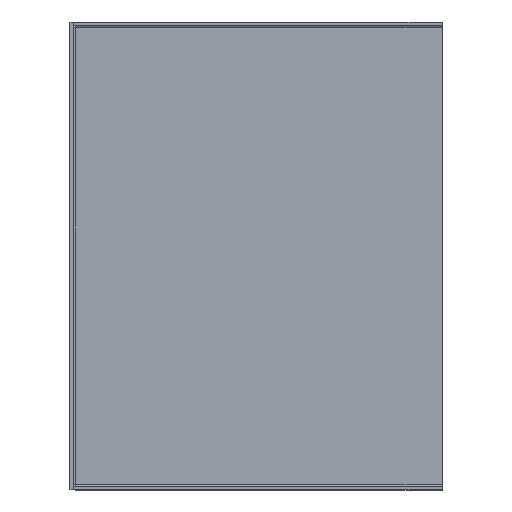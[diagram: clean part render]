
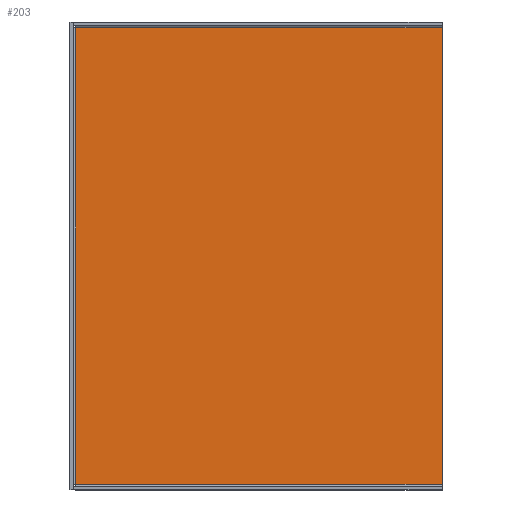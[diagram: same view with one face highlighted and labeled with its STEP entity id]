
A CAD part, top view. The second image highlights one B-rep face of the part: STEP entity #203.
In plain terms, the highlighted planar face has unit normal (0, 0, 1).
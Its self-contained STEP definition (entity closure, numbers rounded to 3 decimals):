
#10 = ORIENTED_EDGE ( 'NONE', *, *, #226, .F. ) ;
#25 = CARTESIAN_POINT ( 'NONE',  ( -44.4, 56.2, 0.8 ) ) ;
#111 = VERTEX_POINT ( 'NONE', #523 ) ;
#116 = LINE ( 'NONE', #385, #745 ) ;
#118 = ORIENTED_EDGE ( 'NONE', *, *, #1005, .T. ) ;
#125 = DIRECTION ( 'NONE',  ( 0., 0., 1. ) ) ;
#155 = LINE ( 'NONE', #832, #946 ) ;
#176 = VERTEX_POINT ( 'NONE', #301 ) ;
#191 = EDGE_CURVE ( 'NONE', #111, #176, #155, .T. ) ;
#203 = ADVANCED_FACE ( 'NONE', ( #347 ), #576, .T. ) ;
#215 = DIRECTION ( 'NONE',  ( 1., 0., 0. ) ) ;
#226 = EDGE_CURVE ( 'NONE', #111, #538, #116, .T. ) ;
#301 = CARTESIAN_POINT ( 'NONE',  ( 45.8, 56.2, 0.8 ) ) ;
#338 = ORIENTED_EDGE ( 'NONE', *, *, #945, .T. ) ;
#347 = FACE_OUTER_BOUND ( 'NONE', #861, .T. ) ;
#361 = LINE ( 'NONE', #531, #547 ) ;
#385 = CARTESIAN_POINT ( 'NONE',  ( 621.8, -56.2, 0.8 ) ) ;
#494 = DIRECTION ( 'NONE',  ( 0., 1., 0. ) ) ;
#495 = LINE ( 'NONE', #615, #653 ) ;
#523 = CARTESIAN_POINT ( 'NONE',  ( 45.8, -56.2, 0.8 ) ) ;
#531 = CARTESIAN_POINT ( 'NONE',  ( -44.4, 57.6, 0.8 ) ) ;
#538 = VERTEX_POINT ( 'NONE', #603 ) ;
#547 = VECTOR ( 'NONE', #1008, 1000. ) ;
#576 = PLANE ( 'NONE',  #939 ) ;
#603 = CARTESIAN_POINT ( 'NONE',  ( -44.4, -56.2, 0.8 ) ) ;
#615 = CARTESIAN_POINT ( 'NONE',  ( 621.8, 56.2, 0.8 ) ) ;
#653 = VECTOR ( 'NONE', #938, 1000. ) ;
#745 = VECTOR ( 'NONE', #935, 1000. ) ;
#783 = VERTEX_POINT ( 'NONE', #25 ) ;
#813 = ORIENTED_EDGE ( 'NONE', *, *, #191, .T. ) ;
#832 = CARTESIAN_POINT ( 'NONE',  ( 45.8, 57.6, 0.8 ) ) ;
#861 = EDGE_LOOP ( 'NONE', ( #338, #10, #813, #118 ) ) ;
#935 = DIRECTION ( 'NONE',  ( -1., 0., 0. ) ) ;
#938 = DIRECTION ( 'NONE',  ( -1., 0., 0. ) ) ;
#939 = AXIS2_PLACEMENT_3D ( 'NONE', #1001, #125, #215 ) ;
#945 = EDGE_CURVE ( 'NONE', #783, #538, #361, .T. ) ;
#946 = VECTOR ( 'NONE', #494, 1000. ) ;
#1001 = CARTESIAN_POINT ( 'NONE',  ( -45.8, -57.6, 0.8 ) ) ;
#1005 = EDGE_CURVE ( 'NONE', #176, #783, #495, .T. ) ;
#1008 = DIRECTION ( 'NONE',  ( 0., -1., 0. ) ) ;
